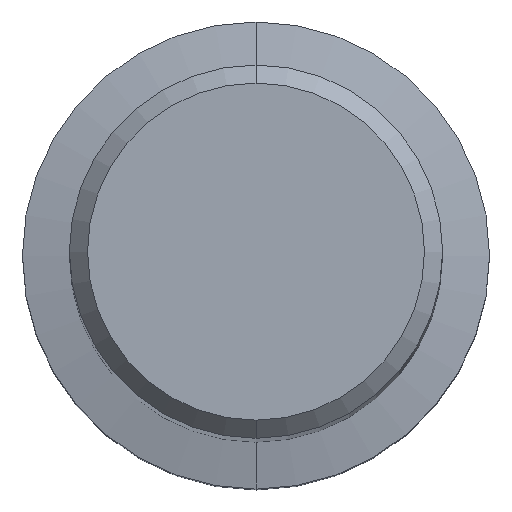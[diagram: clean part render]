
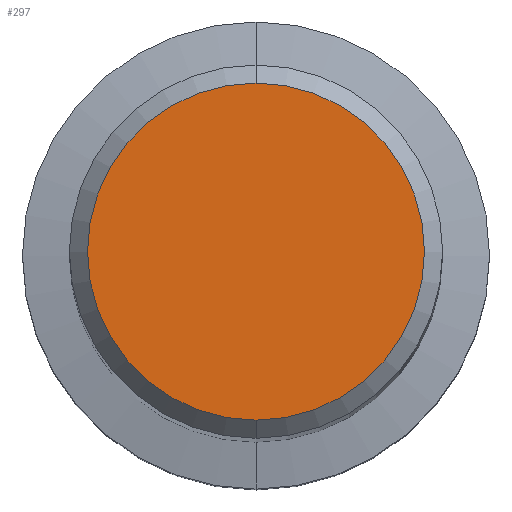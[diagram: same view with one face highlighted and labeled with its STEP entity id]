
A CAD part, top view. The second image highlights one B-rep face of the part: STEP entity #297.
In plain terms, the highlighted planar face has unit normal (0, 0, 1).
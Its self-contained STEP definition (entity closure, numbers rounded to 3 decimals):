
#141=EDGE_CURVE('',#183,#237,#341,.T.);
#183=VERTEX_POINT('',#388);
#199=EDGE_CURVE('',#237,#183,#407,.T.);
#237=VERTEX_POINT('',#447);
#297=ADVANCED_FACE('',(#517),#518,.T.);
#341=CIRCLE('',#570,7.45);
#388=CARTESIAN_POINT('',(0.0,7.45,0.0));
#407=CIRCLE('',#654,7.45);
#447=CARTESIAN_POINT('',(0.,-7.45,0.0));
#517=FACE_OUTER_BOUND('',#790,.T.);
#518=PLANE('',#791);
#570=AXIS2_PLACEMENT_3D('',#821,#822,#823);
#654=AXIS2_PLACEMENT_3D('',#911,#912,#913);
#790=EDGE_LOOP('',(#1042,#1043));
#791=AXIS2_PLACEMENT_3D('',#1044,#1045,#1046);
#821=CARTESIAN_POINT('',(0.0,0.0,0.0));
#822=DIRECTION('',(0.0,0.0,-1.0));
#823=DIRECTION('',(0.0,1.0,0.0));
#911=CARTESIAN_POINT('',(0.0,0.0,0.0));
#912=DIRECTION('',(0.0,0.0,-1.0));
#913=DIRECTION('',(0.0,1.0,0.0));
#1042=ORIENTED_EDGE('',*,*,#141,.F.);
#1043=ORIENTED_EDGE('',*,*,#199,.F.);
#1044=CARTESIAN_POINT('',(0.0,3.725,0.0));
#1045=DIRECTION('',(-0.0,0.0,1.0));
#1046=DIRECTION('',(0.0,-1.0,0.0));
